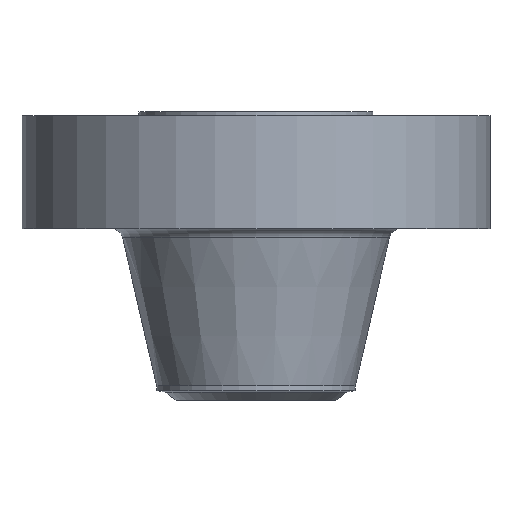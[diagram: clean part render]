
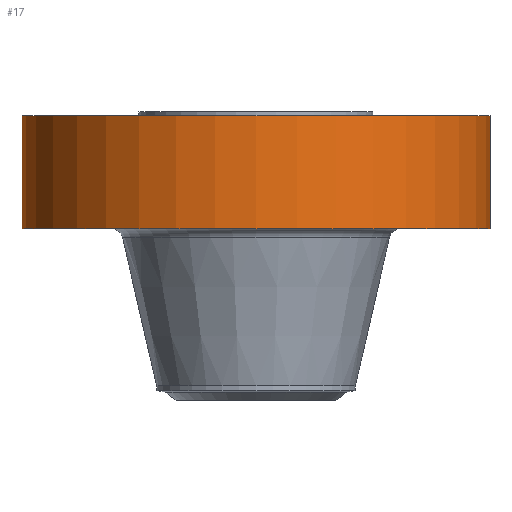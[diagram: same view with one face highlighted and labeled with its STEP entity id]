
A CAD part, front view. The second image highlights one B-rep face of the part: STEP entity #17.
In plain terms, the highlighted cylindrical face has radius 381 mm (diameter 762 mm), a partial arc.
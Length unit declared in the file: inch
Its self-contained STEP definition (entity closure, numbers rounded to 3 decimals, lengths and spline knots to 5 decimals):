
#17 = ADVANCED_FACE ( 'NONE', ( #597 ), #43, .T. ) ;
#24 = DIRECTION ( 'NONE',  ( 0., 0., 1. ) ) ;
#43 = CYLINDRICAL_SURFACE ( 'NONE', #1269, 15. ) ;
#52 = ORIENTED_EDGE ( 'NONE', *, *, #1282, .T. ) ;
#213 = CARTESIAN_POINT ( 'NONE',  ( -15., 0., 0. ) ) ;
#249 = VECTOR ( 'NONE', #846, 39.37008 ) ;
#265 = LINE ( 'NONE', #1067, #249 ) ;
#442 = EDGE_CURVE ( 'NONE', #788, #1356, #1358, .T. ) ;
#455 = EDGE_CURVE ( 'NONE', #1356, #1387, #758, .T. ) ;
#457 = DIRECTION ( 'NONE',  ( 1., 0., 0. ) ) ;
#479 = DIRECTION ( 'NONE',  ( 1., 0., 0. ) ) ;
#583 = ORIENTED_EDGE ( 'NONE', *, *, #455, .F. ) ;
#584 = VECTOR ( 'NONE', #1256, 39.37008 ) ;
#597 = FACE_OUTER_BOUND ( 'NONE', #1443, .T. ) ;
#611 = CARTESIAN_POINT ( 'NONE',  ( -15., 0., -0.25 ) ) ;
#673 = CARTESIAN_POINT ( 'NONE',  ( -15., 0., -7.5 ) ) ;
#680 = DIRECTION ( 'NONE',  ( 0., 0., 1. ) ) ;
#707 = ORIENTED_EDGE ( 'NONE', *, *, #911, .T. ) ;
#716 = ORIENTED_EDGE ( 'NONE', *, *, #442, .F. ) ;
#736 = CARTESIAN_POINT ( 'NONE',  ( 15., 0., -0.25 ) ) ;
#758 = CIRCLE ( 'NONE', #1175, 15. ) ;
#762 = CIRCLE ( 'NONE', #1440, 15. ) ;
#788 = VERTEX_POINT ( 'NONE', #673 ) ;
#846 = DIRECTION ( 'NONE',  ( 0., 0., 1. ) ) ;
#895 = VERTEX_POINT ( 'NONE', #1296 ) ;
#911 = EDGE_CURVE ( 'NONE', #895, #1387, #265, .T. ) ;
#935 = CARTESIAN_POINT ( 'NONE',  ( 0., 0., -7.5 ) ) ;
#964 = CARTESIAN_POINT ( 'NONE',  ( 0., 0., 0. ) ) ;
#1067 = CARTESIAN_POINT ( 'NONE',  ( 15., 0., 0. ) ) ;
#1175 = AXIS2_PLACEMENT_3D ( 'NONE', #1479, #680, #457 ) ;
#1186 = DIRECTION ( 'NONE',  ( 1., 0., 0. ) ) ;
#1256 = DIRECTION ( 'NONE',  ( 0., 0., 1. ) ) ;
#1269 = AXIS2_PLACEMENT_3D ( 'NONE', #964, #1321, #1186 ) ;
#1282 = EDGE_CURVE ( 'NONE', #788, #895, #762, .T. ) ;
#1296 = CARTESIAN_POINT ( 'NONE',  ( 15., 0., -7.5 ) ) ;
#1321 = DIRECTION ( 'NONE',  ( 0., 0., 1. ) ) ;
#1356 = VERTEX_POINT ( 'NONE', #611 ) ;
#1358 = LINE ( 'NONE', #213, #584 ) ;
#1387 = VERTEX_POINT ( 'NONE', #736 ) ;
#1440 = AXIS2_PLACEMENT_3D ( 'NONE', #935, #24, #479 ) ;
#1443 = EDGE_LOOP ( 'NONE', ( #716, #52, #707, #583 ) ) ;
#1479 = CARTESIAN_POINT ( 'NONE',  ( 0., 0., -0.25 ) ) ;
